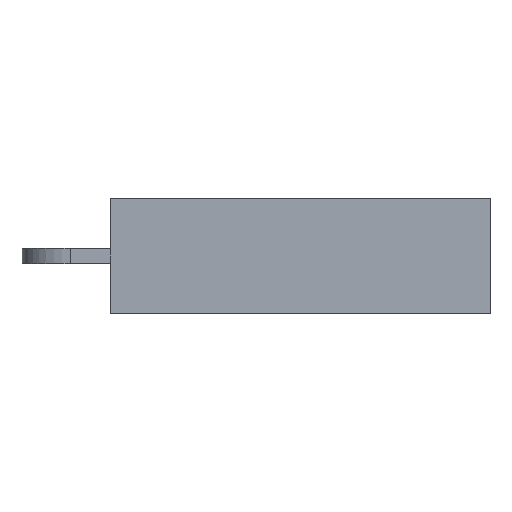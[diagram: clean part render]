
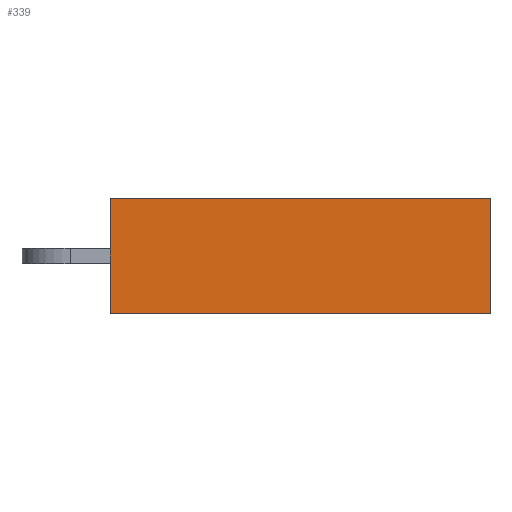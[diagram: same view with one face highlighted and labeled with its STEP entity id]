
A CAD part, front view. The second image highlights one B-rep face of the part: STEP entity #339.
In plain terms, the highlighted planar face has unit normal (0, -1, 0).
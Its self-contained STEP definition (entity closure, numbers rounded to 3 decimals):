
#169 = CARTESIAN_POINT ( 'NONE',  ( 0., 0., 2.54 ) ) ;
#196 = PLANE ( 'NONE',  #828 ) ;
#251 = ORIENTED_EDGE ( 'NONE', *, *, #370, .F. ) ;
#328 = EDGE_CURVE ( 'NONE', #1532, #363, #810, .T. ) ;
#339 = ADVANCED_FACE ( 'NONE', ( #1143 ), #196, .F. ) ;
#347 = DIRECTION ( 'NONE',  ( 0., 0., -1. ) ) ;
#363 = VERTEX_POINT ( 'NONE', #1111 ) ;
#369 = ORIENTED_EDGE ( 'NONE', *, *, #328, .F. ) ;
#370 = EDGE_CURVE ( 'NONE', #363, #1313, #502, .T. ) ;
#371 = DIRECTION ( 'NONE',  ( 0., 1., 0. ) ) ;
#461 = EDGE_CURVE ( 'NONE', #1142, #1313, #1790, .T. ) ;
#502 = LINE ( 'NONE', #1730, #1092 ) ;
#612 = EDGE_LOOP ( 'NONE', ( #1759, #251, #369, #727 ) ) ;
#618 = CARTESIAN_POINT ( 'NONE',  ( 0., 0., 0. ) ) ;
#674 = CARTESIAN_POINT ( 'NONE',  ( 0., 0., 2.54 ) ) ;
#694 = VECTOR ( 'NONE', #1293, 1000. ) ;
#709 = DIRECTION ( 'NONE',  ( 1., 0., 0. ) ) ;
#727 = ORIENTED_EDGE ( 'NONE', *, *, #792, .T. ) ;
#728 = CARTESIAN_POINT ( 'NONE',  ( 0., 0., 2.54 ) ) ;
#774 = CARTESIAN_POINT ( 'NONE',  ( 8.4, 0., 0. ) ) ;
#792 = EDGE_CURVE ( 'NONE', #1532, #1142, #1406, .T. ) ;
#810 = LINE ( 'NONE', #674, #694 ) ;
#828 = AXIS2_PLACEMENT_3D ( 'NONE', #1756, #371, #1453 ) ;
#894 = VECTOR ( 'NONE', #709, 1000. ) ;
#1092 = VECTOR ( 'NONE', #347, 1000. ) ;
#1111 = CARTESIAN_POINT ( 'NONE',  ( 8.4, 0., 2.54 ) ) ;
#1142 = VERTEX_POINT ( 'NONE', #618 ) ;
#1143 = FACE_OUTER_BOUND ( 'NONE', #612, .T. ) ;
#1293 = DIRECTION ( 'NONE',  ( 1., 0., 0. ) ) ;
#1313 = VERTEX_POINT ( 'NONE', #774 ) ;
#1406 = LINE ( 'NONE', #169, #1508 ) ;
#1453 = DIRECTION ( 'NONE',  ( 0., 0., 1. ) ) ;
#1508 = VECTOR ( 'NONE', #1565, 1000. ) ;
#1532 = VERTEX_POINT ( 'NONE', #728 ) ;
#1565 = DIRECTION ( 'NONE',  ( 0., 0., -1. ) ) ;
#1730 = CARTESIAN_POINT ( 'NONE',  ( 8.4, 0., 2.54 ) ) ;
#1756 = CARTESIAN_POINT ( 'NONE',  ( 0., 0., 2.54 ) ) ;
#1759 = ORIENTED_EDGE ( 'NONE', *, *, #461, .T. ) ;
#1790 = LINE ( 'NONE', #1949, #894 ) ;
#1949 = CARTESIAN_POINT ( 'NONE',  ( 0., 0., 0. ) ) ;
